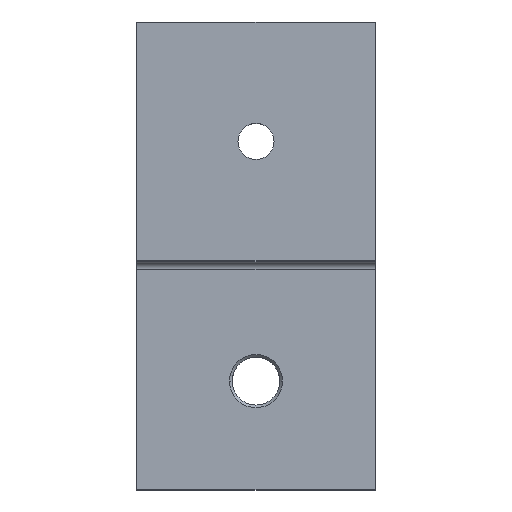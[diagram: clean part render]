
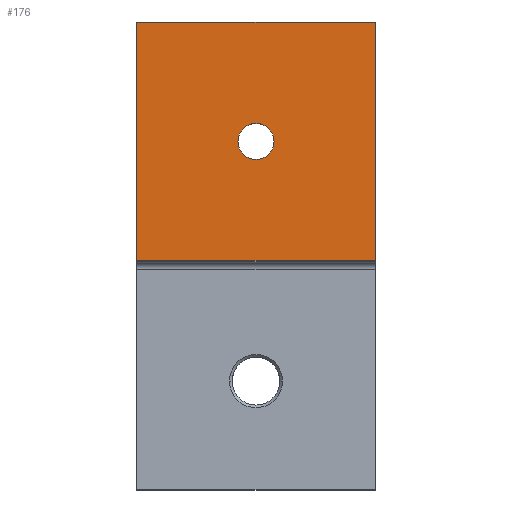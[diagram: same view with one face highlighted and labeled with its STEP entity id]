
A CAD part, top view. The second image highlights one B-rep face of the part: STEP entity #176.
In plain terms, the highlighted planar face has unit normal (0, 0, 1).
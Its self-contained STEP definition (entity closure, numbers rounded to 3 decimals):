
#3 = CARTESIAN_POINT ( 'NONE',  ( -22.5, -22.5, 0. ) ) ;
#12 = AXIS2_PLACEMENT_3D ( 'NONE', #160, #786, #244 ) ;
#19 = LINE ( 'NONE', #1105, #1140 ) ;
#29 = CIRCLE ( 'NONE', #12, 3.4 ) ;
#58 = VECTOR ( 'NONE', #598, 1000. ) ;
#67 = ORIENTED_EDGE ( 'NONE', *, *, #306, .F. ) ;
#71 = VECTOR ( 'NONE', #693, 1000. ) ;
#93 = CIRCLE ( 'NONE', #713, 3.4 ) ;
#109 = CARTESIAN_POINT ( 'NONE',  ( 22.5, 22.5, 0. ) ) ;
#139 = CARTESIAN_POINT ( 'NONE',  ( -22.5, 22.5, 0. ) ) ;
#159 = DIRECTION ( 'NONE',  ( 0., 0., 1. ) ) ;
#160 = CARTESIAN_POINT ( 'NONE',  ( 0., 0., 0. ) ) ;
#164 = LINE ( 'NONE', #1029, #1084 ) ;
#173 = VERTEX_POINT ( 'NONE', #757 ) ;
#176 = ADVANCED_FACE ( 'NONE', ( #631, #1138 ), #219, .F. ) ;
#219 = PLANE ( 'NONE',  #582 ) ;
#228 = CARTESIAN_POINT ( 'NONE',  ( -22.5, -22.5, 0. ) ) ;
#244 = DIRECTION ( 'NONE',  ( 1., 0., 0. ) ) ;
#275 = VERTEX_POINT ( 'NONE', #461 ) ;
#277 = EDGE_CURVE ( 'NONE', #982, #1126, #605, .T. ) ;
#303 = DIRECTION ( 'NONE',  ( -1., 0., 0. ) ) ;
#306 = EDGE_CURVE ( 'NONE', #173, #275, #29, .T. ) ;
#372 = CARTESIAN_POINT ( 'NONE',  ( 22.5, -22.5, 0. ) ) ;
#378 = VERTEX_POINT ( 'NONE', #949 ) ;
#450 = LINE ( 'NONE', #3, #71 ) ;
#461 = CARTESIAN_POINT ( 'NONE',  ( -3.4, 0., 0. ) ) ;
#474 = EDGE_CURVE ( 'NONE', #275, #173, #93, .T. ) ;
#516 = CARTESIAN_POINT ( 'NONE',  ( -22.5, -22.5, 0. ) ) ;
#541 = EDGE_CURVE ( 'NONE', #378, #982, #450, .T. ) ;
#582 = AXIS2_PLACEMENT_3D ( 'NONE', #139, #1116, #584 ) ;
#584 = DIRECTION ( 'NONE',  ( -1., 0., 0. ) ) ;
#598 = DIRECTION ( 'NONE',  ( 1., 0., 0. ) ) ;
#605 = LINE ( 'NONE', #516, #58 ) ;
#614 = ORIENTED_EDGE ( 'NONE', *, *, #277, .T. ) ;
#615 = ORIENTED_EDGE ( 'NONE', *, *, #541, .T. ) ;
#631 = FACE_BOUND ( 'NONE', #1104, .T. ) ;
#649 = ORIENTED_EDGE ( 'NONE', *, *, #826, .T. ) ;
#652 = ORIENTED_EDGE ( 'NONE', *, *, #856, .T. ) ;
#693 = DIRECTION ( 'NONE',  ( 0., -1., 0. ) ) ;
#697 = CARTESIAN_POINT ( 'NONE',  ( 0., 0., 0. ) ) ;
#713 = AXIS2_PLACEMENT_3D ( 'NONE', #697, #159, #785 ) ;
#757 = CARTESIAN_POINT ( 'NONE',  ( 3.4, 0., 0. ) ) ;
#781 = ORIENTED_EDGE ( 'NONE', *, *, #474, .F. ) ;
#785 = DIRECTION ( 'NONE',  ( 1., 0., 0. ) ) ;
#786 = DIRECTION ( 'NONE',  ( 0., 0., 1. ) ) ;
#826 = EDGE_CURVE ( 'NONE', #1080, #378, #19, .T. ) ;
#856 = EDGE_CURVE ( 'NONE', #1126, #1080, #164, .T. ) ;
#949 = CARTESIAN_POINT ( 'NONE',  ( -22.5, 22.5, 0. ) ) ;
#982 = VERTEX_POINT ( 'NONE', #228 ) ;
#1029 = CARTESIAN_POINT ( 'NONE',  ( 22.5, -22.5, 0. ) ) ;
#1031 = DIRECTION ( 'NONE',  ( 0., 1., 0. ) ) ;
#1070 = EDGE_LOOP ( 'NONE', ( #615, #614, #652, #649 ) ) ;
#1080 = VERTEX_POINT ( 'NONE', #109 ) ;
#1084 = VECTOR ( 'NONE', #1031, 1000. ) ;
#1104 = EDGE_LOOP ( 'NONE', ( #67, #781 ) ) ;
#1105 = CARTESIAN_POINT ( 'NONE',  ( -22.5, 22.5, 0. ) ) ;
#1116 = DIRECTION ( 'NONE',  ( 0., 0., -1. ) ) ;
#1126 = VERTEX_POINT ( 'NONE', #372 ) ;
#1138 = FACE_OUTER_BOUND ( 'NONE', #1070, .T. ) ;
#1140 = VECTOR ( 'NONE', #303, 1000. ) ;
